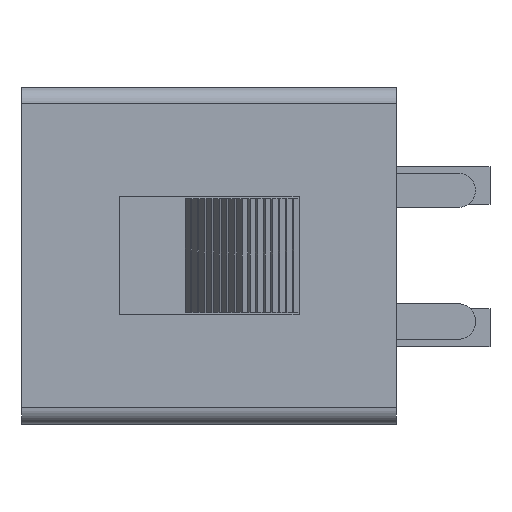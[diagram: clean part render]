
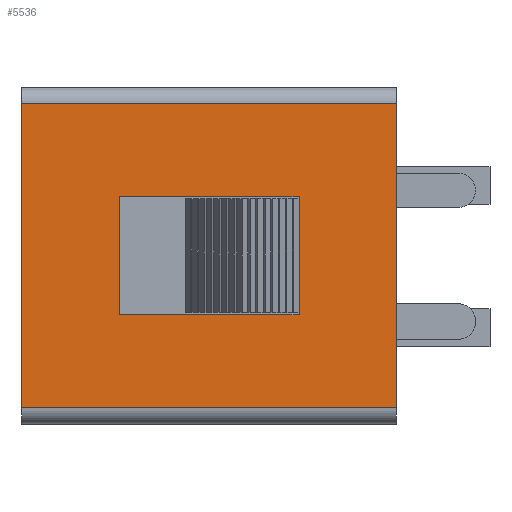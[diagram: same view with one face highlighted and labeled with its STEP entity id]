
A CAD part, top view. The second image highlights one B-rep face of the part: STEP entity #5536.
In plain terms, the highlighted planar face has unit normal (0, 0, 1).
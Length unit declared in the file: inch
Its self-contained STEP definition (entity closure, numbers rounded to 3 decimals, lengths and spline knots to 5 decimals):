
#26=FACE_BOUND('',#2120,.T.);
#167=PLANE('',#5884);
#549=LINE('',#9096,#1191);
#689=LINE('',#9385,#1331);
#762=LINE('',#9544,#1404);
#763=LINE('',#9547,#1405);
#772=LINE('',#9565,#1414);
#773=LINE('',#9566,#1415);
#774=LINE('',#9568,#1416);
#775=LINE('',#9570,#1417);
#776=LINE('',#9572,#1418);
#777=LINE('',#9573,#1419);
#1191=VECTOR('',#6551,0.3937);
#1331=VECTOR('',#6787,0.3937);
#1404=VECTOR('',#6894,0.3937);
#1405=VECTOR('',#6897,0.3937);
#1414=VECTOR('',#6912,0.3937);
#1415=VECTOR('',#6913,0.3937);
#1416=VECTOR('',#6914,0.3937);
#1417=VECTOR('',#6915,0.3937);
#1418=VECTOR('',#6916,0.3937);
#1419=VECTOR('',#6917,0.3937);
#1832=FACE_OUTER_BOUND('',#2119,.T.);
#2119=EDGE_LOOP('',(#4787,#4788,#4789,#4790));
#2120=EDGE_LOOP('',(#4791,#4792,#4793,#4794,#4795,#4796));
#2582=VERTEX_POINT('',#9094);
#2583=VERTEX_POINT('',#9095);
#2678=VERTEX_POINT('',#9384);
#2744=VERTEX_POINT('',#9537);
#2747=VERTEX_POINT('',#9542);
#2748=VERTEX_POINT('',#9546);
#2754=VERTEX_POINT('',#9564);
#2755=VERTEX_POINT('',#9567);
#2756=VERTEX_POINT('',#9569);
#2757=VERTEX_POINT('',#9571);
#3241=EDGE_CURVE('',#2582,#2583,#549,.T.);
#3383=EDGE_CURVE('',#2678,#2582,#689,.T.);
#3462=EDGE_CURVE('',#2747,#2744,#762,.T.);
#3463=EDGE_CURVE('',#2744,#2748,#763,.T.);
#3474=EDGE_CURVE('',#2754,#2747,#772,.T.);
#3475=EDGE_CURVE('',#2748,#2754,#773,.T.);
#3476=EDGE_CURVE('',#2583,#2755,#774,.T.);
#3477=EDGE_CURVE('',#2755,#2756,#775,.T.);
#3478=EDGE_CURVE('',#2756,#2757,#776,.T.);
#3479=EDGE_CURVE('',#2757,#2678,#777,.T.);
#4787=ORIENTED_EDGE('',*,*,#3462,.F.);
#4788=ORIENTED_EDGE('',*,*,#3474,.F.);
#4789=ORIENTED_EDGE('',*,*,#3475,.F.);
#4790=ORIENTED_EDGE('',*,*,#3463,.F.);
#4791=ORIENTED_EDGE('',*,*,#3383,.T.);
#4792=ORIENTED_EDGE('',*,*,#3241,.T.);
#4793=ORIENTED_EDGE('',*,*,#3476,.T.);
#4794=ORIENTED_EDGE('',*,*,#3477,.T.);
#4795=ORIENTED_EDGE('',*,*,#3478,.T.);
#4796=ORIENTED_EDGE('',*,*,#3479,.T.);
#5536=ADVANCED_FACE('',(#1832,#26),#167,.T.);
#5884=AXIS2_PLACEMENT_3D('',#9563,#6910,#6911);
#6551=DIRECTION('',(0.,-1.,0.));
#6787=DIRECTION('',(0.,-1.,0.));
#6894=DIRECTION('',(1.,0.,0.));
#6897=DIRECTION('',(0.,-1.,0.));
#6910=DIRECTION('center_axis',(0.,0.,
1.));
#6911=DIRECTION('ref_axis',(1.,0.,0.));
#6912=DIRECTION('',(0.,1.,0.));
#6913=DIRECTION('',(-1.,0.,0.));
#6914=DIRECTION('',(0.,-1.,0.));
#6915=DIRECTION('',(-1.,0.,0.));
#6916=DIRECTION('',(0.,1.,0.));
#6917=DIRECTION('',(1.,0.,0.));
#9094=CARTESIAN_POINT('',(0.12008,0.07598,0.31417));
#9095=CARTESIAN_POINT('',(0.12008,-0.07598,0.31417));
#9096=CARTESIAN_POINT('',(0.12008,0.03937,0.31417));
#9384=CARTESIAN_POINT('',(0.12008,0.07874,0.31417));
#9385=CARTESIAN_POINT('',(0.12008,0.03937,0.31417));
#9537=CARTESIAN_POINT('',(0.25,0.20295,0.31417));
#9542=CARTESIAN_POINT('',(-0.25,0.20295,0.31417));
#9544=CARTESIAN_POINT('',(-0.125,0.20295,0.31417));
#9546=CARTESIAN_POINT('',(0.25,-0.20295,0.31417));
#9547=CARTESIAN_POINT('',(0.25,-0.03937,0.31417));
#9563=CARTESIAN_POINT('Origin',(0.,0.,
0.31417));
#9564=CARTESIAN_POINT('',(-0.25,-0.20295,0.31417));
#9565=CARTESIAN_POINT('',(-0.25,0.03937,0.31417));
#9566=CARTESIAN_POINT('',(0.125,-0.20295,0.31417));
#9567=CARTESIAN_POINT('',(0.12008,-0.07874,0.31417));
#9568=CARTESIAN_POINT('',(0.12008,0.03937,0.31417));
#9569=CARTESIAN_POINT('',(-0.12008,-0.07874,0.31417));
#9570=CARTESIAN_POINT('',(0.06004,-0.07874,0.31417));
#9571=CARTESIAN_POINT('',(-0.12008,0.07874,0.31417));
#9572=CARTESIAN_POINT('',(-0.12008,-0.03937,0.31417));
#9573=CARTESIAN_POINT('',(-0.06004,0.07874,0.31417));
